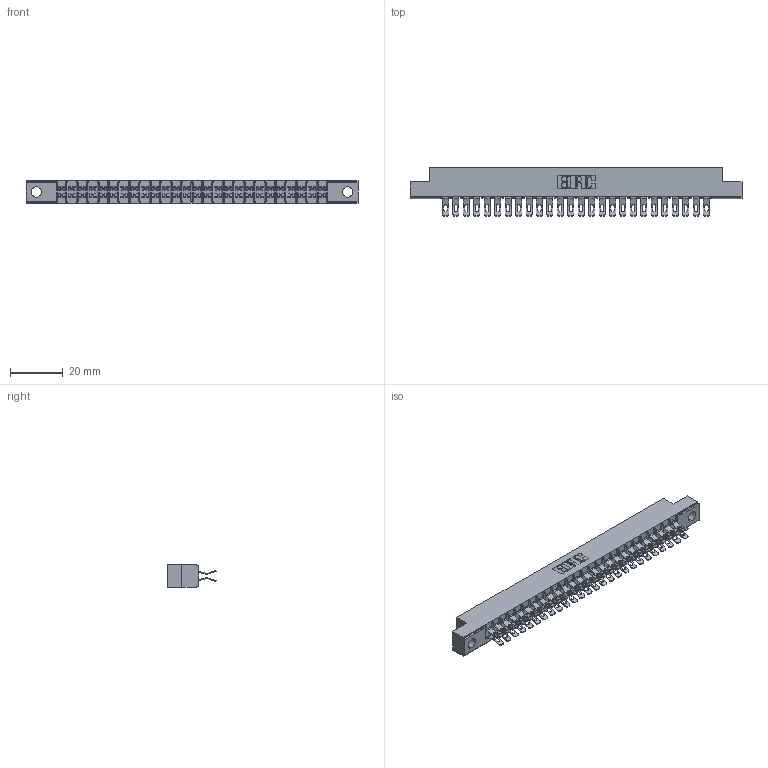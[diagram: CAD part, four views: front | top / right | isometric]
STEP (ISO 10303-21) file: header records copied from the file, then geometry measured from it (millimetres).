
FILE_DESCRIPTION (( 'STEP AP203' ), '1' );
FILE_NAME ('305-052-555-504.STEP', '2019-09-09T22:33:46', ( '' ), ( '' ), 'SwSTEP 2.0', 'SolidWorks 2016', '' );
FILE_SCHEMA (( 'CONFIG_CONTROL_DESIGN' ));
Length unit declared in the file: inch
Products named in the file (3): 305-052-555-504; 305 Part_.156 Dia; 305-290-001_555
Assembly tree (53 placements, depth 2):
  305-052-555-504
    305 Part_.156 Dia
    305-290-001_555  x52
Bounding box: 126.03 x 18.41 x 8.71 mm (x, y, z)
Volume: 7584.4 mm3; surface area: 16145.6 mm2
Topology: 53 solids, 53 shells, 3562 faces, 10622 edges, 6940 vertices
Faces by surface type: plane 1746, cylinder 1712, sphere 104
Entity records: 31141 total; most frequent: CARTESIAN_POINT 5176, ORIENTED_EDGE 5124, DIRECTION 5006, EDGE_CURVE 2562, VECTOR 2042, LINE 2042, VERTEX_POINT 1636, AXIS2_PLACEMENT_3D 1482
